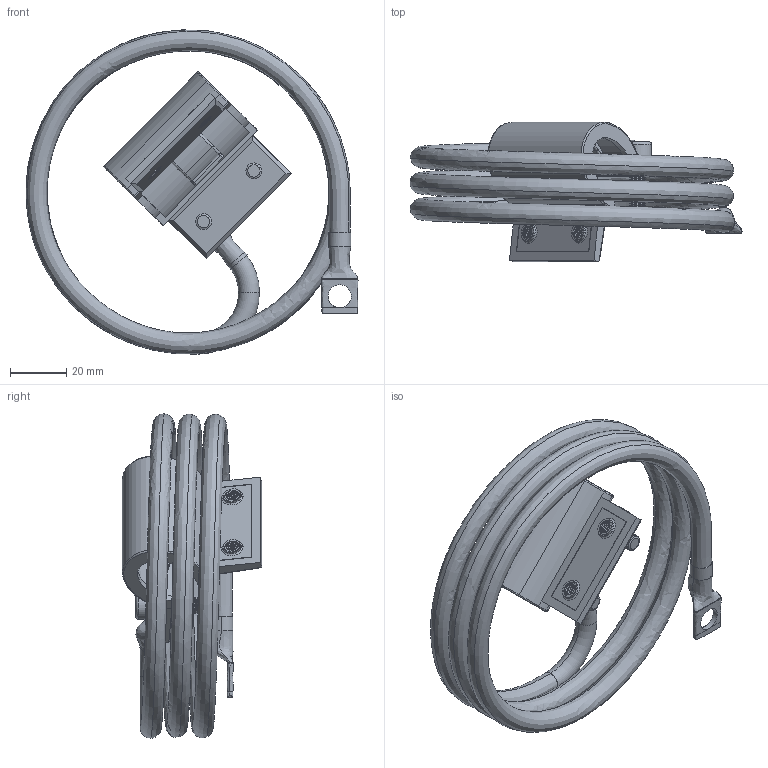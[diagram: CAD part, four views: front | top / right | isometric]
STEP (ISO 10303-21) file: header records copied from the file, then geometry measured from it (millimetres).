
FILE_DESCRIPTION (( 'STEP AP214' ), '1' );
FILE_NAME ('HT-GK400.STEP', '2012-10-10T14:52:15', ( '' ), ( '' ), 'SwSTEP 2.0', 'SolidWorks 2012', '' );
FILE_SCHEMA (( 'AUTOMOTIVE_DESIGN' ));
Length unit declared in the file: inch
Products named in the file (4): HT-GK400_CapScrew; HT-GK400_Mount; HT-GK400_Cable; HT-GK400
Assembly tree (4 placements, depth 2):
  HT-GK400
    HT-GK400_Cable
    HT-GK400_Mount
    HT-GK400_CapScrew  x2
Bounding box: 118.02 x 49.51 x 115.28 mm (x, y, z)
Volume: 63236 mm3; surface area: 38825.8 mm2
Topology: 6 solids, 8 shells, 700 faces, 1606 edges, 937 vertices
Faces by surface type: cone 316, plane 172, cylinder 157, torus 36, bspline 13, sphere 6
Entity records: 31820 total; most frequent: CARTESIAN_POINT 16381, DIRECTION 2517, ORIENTED_EDGE 2340, EDGE_CURVE 1170, AXIS2_PLACEMENT_3D 962, VERTEX_POINT 689, VECTOR 593, LINE 593
